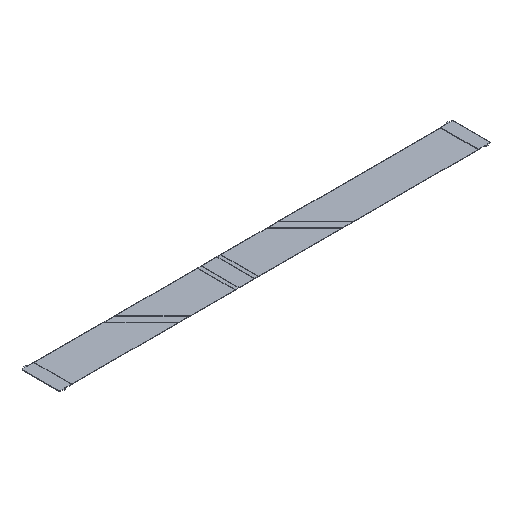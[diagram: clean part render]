
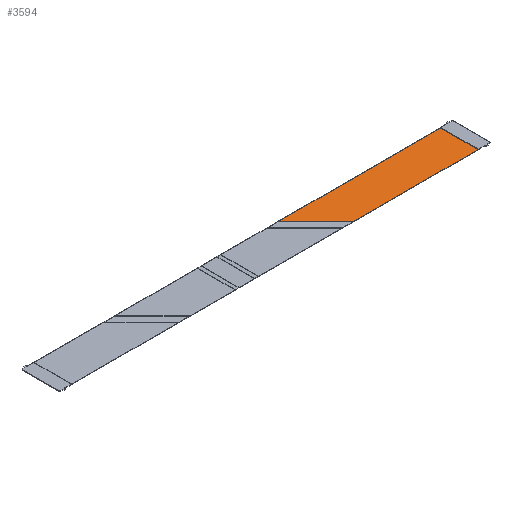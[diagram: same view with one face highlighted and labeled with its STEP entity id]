
A CAD part, isometric view. The second image highlights one B-rep face of the part: STEP entity #3594.
In plain terms, the highlighted planar face has unit normal (0, 0, 1).
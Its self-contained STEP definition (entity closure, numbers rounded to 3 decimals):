
#3425 = PLANE('',#3426);
#3426 = AXIS2_PLACEMENT_3D('',#3427,#3428,#3429);
#3427 = CARTESIAN_POINT('',(173.371,74.249,
    -0.175));
#3428 = DIRECTION('',(-0.707,-0.707,
    0.));
#3429 = DIRECTION('',(-0.707,0.707,0.));
#3453 = PLANE('',#3454);
#3454 = AXIS2_PLACEMENT_3D('',#3455,#3456,#3457);
#3455 = CARTESIAN_POINT('',(181.121,66.5,
    -0.24));
#3456 = DIRECTION('',(0.,1.,0.));
#3457 = DIRECTION('',(1.,0.,0.));
#3481 = PLANE('',#3482);
#3482 = AXIS2_PLACEMENT_3D('',#3483,#3484,#3485);
#3483 = CARTESIAN_POINT('',(232.4,66.5,
    -0.24));
#3484 = DIRECTION('',(-1.,0.,0.));
#3485 = DIRECTION('',(0.,-1.,0.));
#3507 = PLANE('',#3508);
#3508 = AXIS2_PLACEMENT_3D('',#3509,#3510,#3511);
#3509 = CARTESIAN_POINT('',(232.4,81.996,
    -0.24));
#3510 = DIRECTION('',(0.,-1.,0.));
#3511 = DIRECTION('',(-1.,0.,0.));
#3524 = VERTEX_POINT('',#3525);
#3525 = CARTESIAN_POINT('',(181.121,66.5,
    -0.11));
#3546 = EDGE_CURVE('',#3547,#3524,#3549,.T.);
#3547 = VERTEX_POINT('',#3548);
#3548 = CARTESIAN_POINT('',(165.621,81.998,
    -0.11));
#3549 = SURFACE_CURVE('',#3550,(#3554,#3561),.PCURVE_S1.);
#3550 = LINE('',#3551,#3552);
#3551 = CARTESIAN_POINT('',(165.621,81.998,
    -0.11));
#3552 = VECTOR('',#3553,1.);
#3553 = DIRECTION('',(0.707,-0.707,0.));
#3554 = PCURVE('',#3425,#3555);
#3555 = DEFINITIONAL_REPRESENTATION('',(#3556),#3560);
#3556 = LINE('',#3557,#3558);
#3557 = CARTESIAN_POINT('',(10.959,-0.065));
#3558 = VECTOR('',#3559,1.);
#3559 = DIRECTION('',(-1.,0.));
#3560 = ( GEOMETRIC_REPRESENTATION_CONTEXT(2) 
PARAMETRIC_REPRESENTATION_CONTEXT() REPRESENTATION_CONTEXT('2D SPACE',''
  ) );
#3561 = PCURVE('',#3562,#3567);
#3562 = PLANE('',#3563);
#3563 = AXIS2_PLACEMENT_3D('',#3564,#3565,#3566);
#3564 = CARTESIAN_POINT('',(165.621,81.998,
    -0.11));
#3565 = DIRECTION('',(0.,0.,1.));
#3566 = DIRECTION('',(1.,0.,0.));
#3567 = DEFINITIONAL_REPRESENTATION('',(#3568),#3572);
#3568 = LINE('',#3569,#3570);
#3569 = CARTESIAN_POINT('',(0.,0.));
#3570 = VECTOR('',#3571,1.);
#3571 = DIRECTION('',(0.707,-0.707));
#3572 = ( GEOMETRIC_REPRESENTATION_CONTEXT(2) 
PARAMETRIC_REPRESENTATION_CONTEXT() REPRESENTATION_CONTEXT('2D SPACE',''
  ) );
#3594 = ADVANCED_FACE('',(#3595),#3562,.T.);
#3595 = FACE_BOUND('',#3596,.T.);
#3596 = EDGE_LOOP('',(#3597,#3598,#3621,#3644));
#3597 = ORIENTED_EDGE('',*,*,#3546,.T.);
#3598 = ORIENTED_EDGE('',*,*,#3599,.T.);
#3599 = EDGE_CURVE('',#3524,#3600,#3602,.T.);
#3600 = VERTEX_POINT('',#3601);
#3601 = CARTESIAN_POINT('',(232.4,66.5,
    -0.11));
#3602 = SURFACE_CURVE('',#3603,(#3607,#3614),.PCURVE_S1.);
#3603 = LINE('',#3604,#3605);
#3604 = CARTESIAN_POINT('',(181.121,66.5,
    -0.11));
#3605 = VECTOR('',#3606,1.);
#3606 = DIRECTION('',(1.,0.,0.));
#3607 = PCURVE('',#3562,#3608);
#3608 = DEFINITIONAL_REPRESENTATION('',(#3609),#3613);
#3609 = LINE('',#3610,#3611);
#3610 = CARTESIAN_POINT('',(15.5,-15.498));
#3611 = VECTOR('',#3612,1.);
#3612 = DIRECTION('',(1.,0.));
#3613 = ( GEOMETRIC_REPRESENTATION_CONTEXT(2) 
PARAMETRIC_REPRESENTATION_CONTEXT() REPRESENTATION_CONTEXT('2D SPACE',''
  ) );
#3614 = PCURVE('',#3453,#3615);
#3615 = DEFINITIONAL_REPRESENTATION('',(#3616),#3620);
#3616 = LINE('',#3617,#3618);
#3617 = CARTESIAN_POINT('',(0.,-0.13));
#3618 = VECTOR('',#3619,1.);
#3619 = DIRECTION('',(1.,0.));
#3620 = ( GEOMETRIC_REPRESENTATION_CONTEXT(2) 
PARAMETRIC_REPRESENTATION_CONTEXT() REPRESENTATION_CONTEXT('2D SPACE',''
  ) );
#3621 = ORIENTED_EDGE('',*,*,#3622,.T.);
#3622 = EDGE_CURVE('',#3600,#3623,#3625,.T.);
#3623 = VERTEX_POINT('',#3624);
#3624 = CARTESIAN_POINT('',(232.4,81.996,
    -0.11));
#3625 = SURFACE_CURVE('',#3626,(#3630,#3637),.PCURVE_S1.);
#3626 = LINE('',#3627,#3628);
#3627 = CARTESIAN_POINT('',(232.4,66.5,
    -0.11));
#3628 = VECTOR('',#3629,1.);
#3629 = DIRECTION('',(0.,1.,0.));
#3630 = PCURVE('',#3562,#3631);
#3631 = DEFINITIONAL_REPRESENTATION('',(#3632),#3636);
#3632 = LINE('',#3633,#3634);
#3633 = CARTESIAN_POINT('',(66.779,-15.498));
#3634 = VECTOR('',#3635,1.);
#3635 = DIRECTION('',(0.,1.));
#3636 = ( GEOMETRIC_REPRESENTATION_CONTEXT(2) 
PARAMETRIC_REPRESENTATION_CONTEXT() REPRESENTATION_CONTEXT('2D SPACE',''
  ) );
#3637 = PCURVE('',#3481,#3638);
#3638 = DEFINITIONAL_REPRESENTATION('',(#3639),#3643);
#3639 = LINE('',#3640,#3641);
#3640 = CARTESIAN_POINT('',(0.,0.13));
#3641 = VECTOR('',#3642,1.);
#3642 = DIRECTION('',(-1.,0.));
#3643 = ( GEOMETRIC_REPRESENTATION_CONTEXT(2) 
PARAMETRIC_REPRESENTATION_CONTEXT() REPRESENTATION_CONTEXT('2D SPACE',''
  ) );
#3644 = ORIENTED_EDGE('',*,*,#3645,.T.);
#3645 = EDGE_CURVE('',#3623,#3547,#3646,.T.);
#3646 = SURFACE_CURVE('',#3647,(#3651,#3658),.PCURVE_S1.);
#3647 = LINE('',#3648,#3649);
#3648 = CARTESIAN_POINT('',(232.4,81.996,
    -0.11));
#3649 = VECTOR('',#3650,1.);
#3650 = DIRECTION('',(-1.,0.,0.));
#3651 = PCURVE('',#3562,#3652);
#3652 = DEFINITIONAL_REPRESENTATION('',(#3653),#3657);
#3653 = LINE('',#3654,#3655);
#3654 = CARTESIAN_POINT('',(66.779,-0.002));
#3655 = VECTOR('',#3656,1.);
#3656 = DIRECTION('',(-1.,0.));
#3657 = ( GEOMETRIC_REPRESENTATION_CONTEXT(2) 
PARAMETRIC_REPRESENTATION_CONTEXT() REPRESENTATION_CONTEXT('2D SPACE',''
  ) );
#3658 = PCURVE('',#3507,#3659);
#3659 = DEFINITIONAL_REPRESENTATION('',(#3660),#3664);
#3660 = LINE('',#3661,#3662);
#3661 = CARTESIAN_POINT('',(0.,-0.13));
#3662 = VECTOR('',#3663,1.);
#3663 = DIRECTION('',(1.,0.));
#3664 = ( GEOMETRIC_REPRESENTATION_CONTEXT(2) 
PARAMETRIC_REPRESENTATION_CONTEXT() REPRESENTATION_CONTEXT('2D SPACE',''
  ) );
